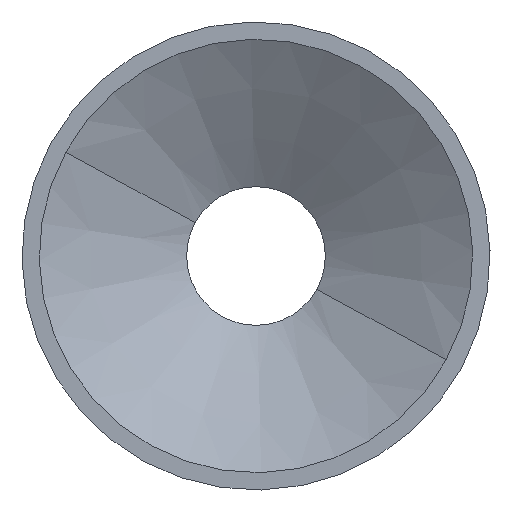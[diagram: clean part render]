
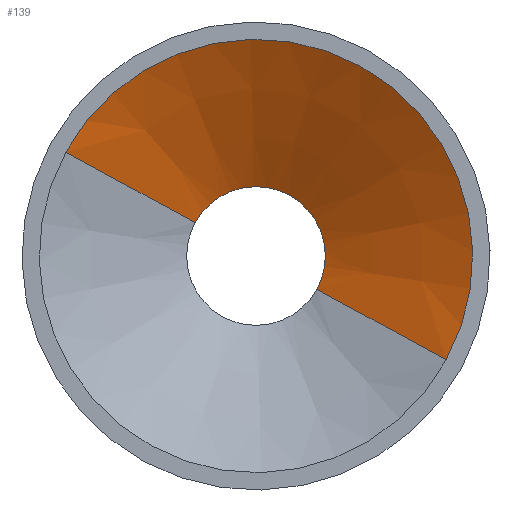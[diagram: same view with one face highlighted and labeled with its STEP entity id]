
A CAD part, left-side view. The second image highlights one B-rep face of the part: STEP entity #139.
In plain terms, the highlighted conical face has half-angle 59.534 degrees and reference radius 8 mm.
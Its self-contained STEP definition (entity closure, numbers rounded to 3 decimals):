
#70=CARTESIAN_POINT('Vertex',(82.587,21.94,11.986)) ;
#73=CARTESIAN_POINT('Axis2P3D Location',(82.587,0.,0.)) ;
#77=CARTESIAN_POINT('Vertex',(82.587,-21.94,-11.986)) ;
#109=CARTESIAN_POINT('Axis2P3D Location',(92.587,0.,0.)) ;
#114=CARTESIAN_POINT('Line Origine',(87.587,14.48,7.911)) ;
#118=CARTESIAN_POINT('Vertex',(92.587,7.021,3.835)) ;
#121=CARTESIAN_POINT('Axis2P3D Location',(92.587,0.,0.)) ;
#125=CARTESIAN_POINT('Vertex',(92.587,-7.021,-3.835)) ;
#128=CARTESIAN_POINT('Line Origine',(87.587,-14.48,-7.911)) ;
#74=DIRECTION('Axis2P3D Direction',(1.,0.,0.)) ;
#110=DIRECTION('Axis2P3D Direction',(-1.,-0.,-0.)) ;
#111=DIRECTION('Axis2P3D XDirection',(0.,0.878,0.479)) ;
#115=DIRECTION('Vector Direction',(-0.507,0.756,0.413)) ;
#122=DIRECTION('Axis2P3D Direction',(-1.,0.,0.)) ;
#129=DIRECTION('Vector Direction',(-0.507,-0.756,-0.413)) ;
#75=AXIS2_PLACEMENT_3D('Circle Axis2P3D',#73,#74,$) ;
#112=AXIS2_PLACEMENT_3D('Cone Axis2P3D',#109,#110,#111) ;
#123=AXIS2_PLACEMENT_3D('Circle Axis2P3D',#121,#122,$) ;
#134=ORIENTED_EDGE('',*,*,#79,.F.) ;
#135=ORIENTED_EDGE('',*,*,#120,.T.) ;
#136=ORIENTED_EDGE('',*,*,#127,.T.) ;
#137=ORIENTED_EDGE('',*,*,#132,.F.) ;
#116=VECTOR('Line Direction',#115,1.) ;
#130=VECTOR('Line Direction',#129,1.) ;
#139=ADVANCED_FACE('Corps principal',(#138),#113,.F.) ;
#76=CIRCLE('generated circle',#75,25.) ;
#124=CIRCLE('generated circle',#123,8.) ;
#113=CONICAL_SURFACE('Cone',#112,8.,1.039) ;
#79=EDGE_CURVE('',#71,#78,#76,.T.) ;
#120=EDGE_CURVE('',#71,#119,#117,.F.) ;
#127=EDGE_CURVE('',#119,#126,#124,.F.) ;
#132=EDGE_CURVE('',#78,#126,#131,.F.) ;
#133=EDGE_LOOP('',(#134,#135,#136,#137)) ;
#138=FACE_OUTER_BOUND('',#133,.T.) ;
#117=LINE('Line',#114,#116) ;
#131=LINE('Line',#128,#130) ;
#71=VERTEX_POINT('',#70) ;
#78=VERTEX_POINT('',#77) ;
#119=VERTEX_POINT('',#118) ;
#126=VERTEX_POINT('',#125) ;
